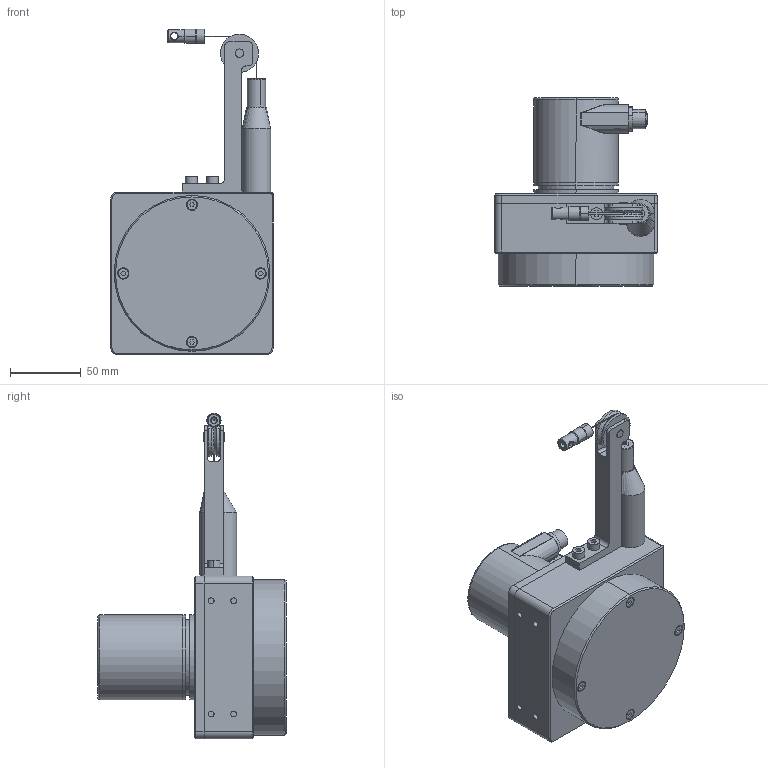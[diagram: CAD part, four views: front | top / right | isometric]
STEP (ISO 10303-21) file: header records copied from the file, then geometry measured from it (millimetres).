
FILE_DESCRIPTION(('CATIA V5 STEP Exchange'),'2;1');
FILE_NAME('LTF116D-ASM-NCCA58.stp','2026-02-13T01:55:54+00:00',('none'),('none'),'CATIA Version 5 Release 21 GA (IN-10)','CATIA V5 STEP AP203','none');
FILE_SCHEMA(('CONFIG_CONTROL_DESIGN'));
Products named in the file (5): LTF116D_ASM_JDCA58; LTF116_COMPONENTS; LTF116D_JDCA58_ACCESSORIES; LTF63_DXZ; LTF80-LT-ASM
Assembly tree (25 placements, depth 3):
  LTF116D_ASM_JDCA58
    LTF116_COMPONENTS
      #66
    LTF116D_JDCA58_ACCESSORIES
      #40492  x4
      #40938  x4
      #41444
      #41737
    #41955
    #42723
    #43404
    #45860
    LTF63_DXZ
      #46274
      #46610
    #47125
    #48213
    LTF80-LT-ASM
      #48325
      #49729
Bounding box: 115 x 133 x 230 mm (x, y, z)
Volume: 814988.7 mm3; surface area: 151570.1 mm2
Topology: 20 solids, 116 shells, 887 faces, 3749 edges, 3025 vertices
Faces by surface type: plane 372, cylinder 322, cone 85, bspline 57, torus 50, sphere 1
Entity records: 49855 total; most frequent: CARTESIAN_POINT 23536, ORIENTED_EDGE 5004, DIRECTION 4005, EDGE_CURVE 3543, VERTEX_POINT 2893, VECTOR 1911, LINE 1911, AXIS2_PLACEMENT_3D 1416
